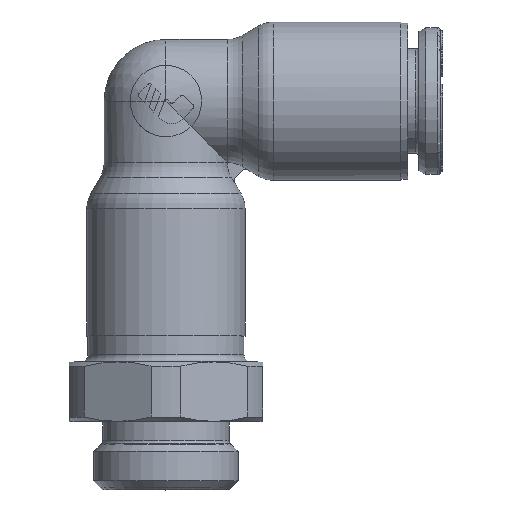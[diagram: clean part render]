
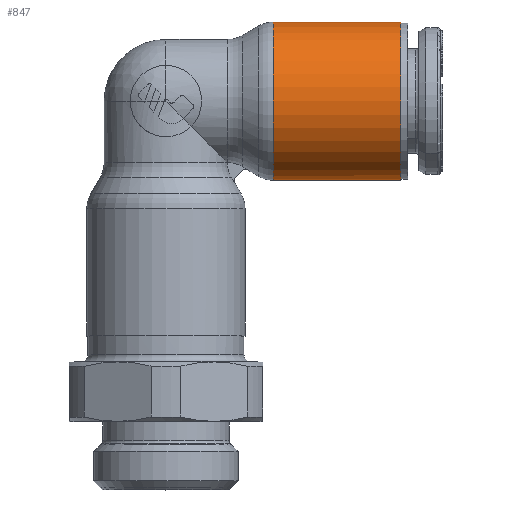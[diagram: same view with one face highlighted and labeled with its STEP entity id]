
A CAD part, top view. The second image highlights one B-rep face of the part: STEP entity #847.
In plain terms, the highlighted cylindrical face has radius 5.325 mm (diameter 10.65 mm), a partial arc.
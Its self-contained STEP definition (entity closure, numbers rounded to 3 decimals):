
#847=ADVANCED_FACE('',(#2297),#2298,.T.);
#2297=FACE_OUTER_BOUND('',#5487,.T.);
#2298=CYLINDRICAL_SURFACE('',#5488,5.325);
#5487=EDGE_LOOP('',(#10883,#10884,#10885,#10886));
#5488=AXIS2_PLACEMENT_3D('',#10887,#10888,#10889);
#10883=ORIENTED_EDGE('',*,*,#14103,.F.);
#10884=ORIENTED_EDGE('',*,*,#14104,.F.);
#10885=ORIENTED_EDGE('',*,*,#14101,.T.);
#10886=ORIENTED_EDGE('',*,*,#14099,.F.);
#10887=CARTESIAN_POINT('',(-5.148,0.0,0.0));
#10888=DIRECTION('',(-1.0,-0.0,0.0));
#10889=DIRECTION('',(0.0,-1.0,0.0));
#14099=EDGE_CURVE('',#17230,#17228,#17232,.T.);
#14101=EDGE_CURVE('',#17234,#17228,#17235,.T.);
#14103=EDGE_CURVE('',#17236,#17230,#17238,.T.);
#14104=EDGE_CURVE('',#17234,#17236,#17239,.T.);
#17228=VERTEX_POINT('',#23689);
#17230=VERTEX_POINT('',#23691);
#17232=CIRCLE('',#23693,5.325);
#17234=VERTEX_POINT('',#23695);
#17235=LINE('',#23696,#23697);
#17236=VERTEX_POINT('',#23698);
#17238=LINE('',#23700,#23701);
#17239=CIRCLE('',#23702,5.325);
#23689=CARTESIAN_POINT('',(7.236,5.325,0.002));
#23691=CARTESIAN_POINT('',(7.236,-5.325,-0.002));
#23693=AXIS2_PLACEMENT_3D('',#27108,#27109,#27110);
#23695=CARTESIAN_POINT('',(15.8,5.325,0.0));
#23696=CARTESIAN_POINT('',(15.8,5.325,0.0));
#23697=VECTOR('',#27114,8.564);
#23698=CARTESIAN_POINT('',(15.8,-5.325,0.0));
#23700=CARTESIAN_POINT('',(15.8,-5.325,0.0));
#23701=VECTOR('',#27118,8.564);
#23702=AXIS2_PLACEMENT_3D('',#27119,#27120,#27121);
#27108=CARTESIAN_POINT('',(7.236,0.0,0.0));
#27109=DIRECTION('',(-1.0,0.0,0.0));
#27110=DIRECTION('',(0.0,-1.0,0.0));
#27114=DIRECTION('',(-1.0,0.0,0.0));
#27118=DIRECTION('',(-1.0,0.0,0.0));
#27119=CARTESIAN_POINT('',(15.8,0.0,0.0));
#27120=DIRECTION('',(1.0,0.0,0.0));
#27121=DIRECTION('',(0.0,1.0,0.0));
